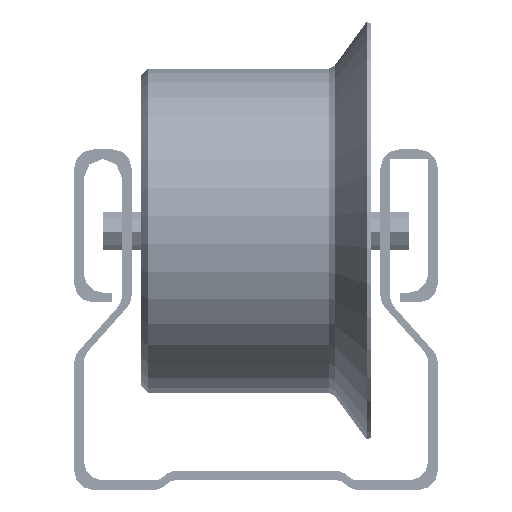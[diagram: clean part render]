
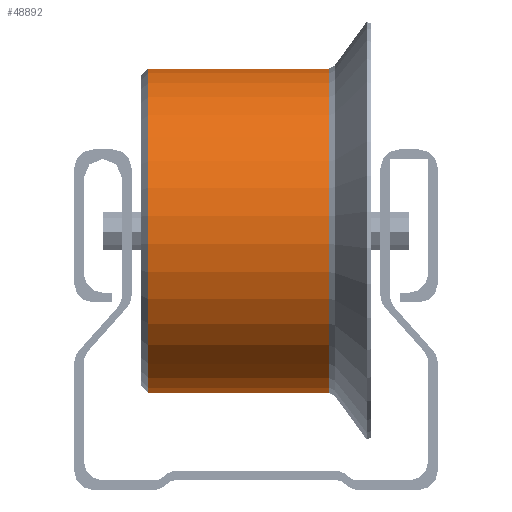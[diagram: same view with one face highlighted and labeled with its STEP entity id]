
A CAD part, left-side view. The second image highlights one B-rep face of the part: STEP entity #48892.
In plain terms, the highlighted cylindrical face has radius 17 mm (diameter 34 mm), a full revolution.
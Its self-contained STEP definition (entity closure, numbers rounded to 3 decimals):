
#48850=CARTESIAN_POINT('',(17.0,0.,19.25));
#48851=VERTEX_POINT('',#48850);
#48852=CARTESIAN_POINT('',(0.0,0.0,19.25));
#48853=DIRECTION('',(0.0,0.0,1.0));
#48854=DIRECTION('',(-1.0,0.0,0.0));
#48855=AXIS2_PLACEMENT_3D('',#48852,#48853,#48854);
#48856=CIRCLE('',#48855,17.0);
#48857=EDGE_CURVE('',#48851,#48851,#48856,.T.);
#48873=CARTESIAN_POINT('',(0.0,0.0,0.0));
#48874=DIRECTION('',(0.0,0.0,1.0));
#48875=DIRECTION('',(-1.0,0.0,0.0));
#48876=AXIS2_PLACEMENT_3D('',#48873,#48874,#48875);
#48877=CYLINDRICAL_SURFACE('',#48876,17.0);
#48878=CARTESIAN_POINT('',(17.0,0.,0.382));
#48879=VERTEX_POINT('',#48878);
#48880=CARTESIAN_POINT('',(0.0,0.0,0.382));
#48881=DIRECTION('',(0.0,0.0,-1.0));
#48882=DIRECTION('',(-1.0,0.0,0.0));
#48883=AXIS2_PLACEMENT_3D('',#48880,#48881,#48882);
#48884=CIRCLE('',#48883,17.0);
#48885=EDGE_CURVE('',#48879,#48879,#48884,.T.);
#48886=ORIENTED_EDGE('',*,*,#48885,.F.);
#48887=EDGE_LOOP('',(#48886));
#48888=FACE_OUTER_BOUND('',#48887,.T.);
#48889=ORIENTED_EDGE('',*,*,#48857,.F.);
#48890=EDGE_LOOP('',(#48889));
#48891=FACE_BOUND('',#48890,.T.);
#48892=ADVANCED_FACE('',(#48888,#48891),#48877,.T.);
